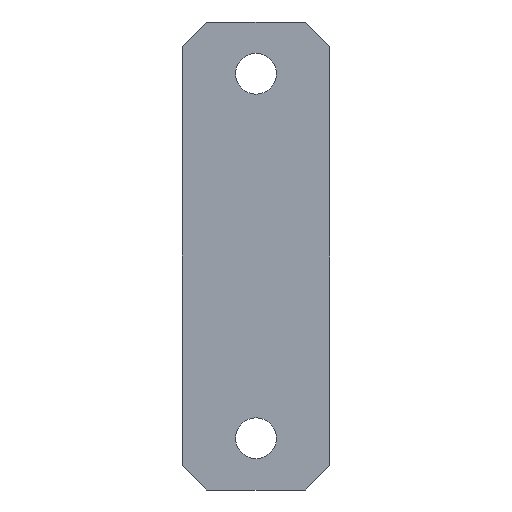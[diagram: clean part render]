
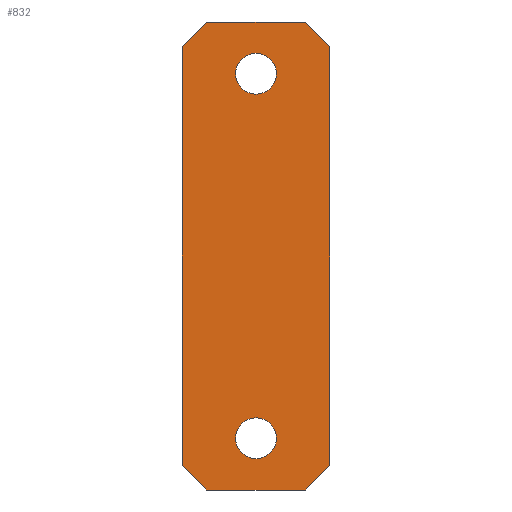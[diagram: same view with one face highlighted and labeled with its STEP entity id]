
A CAD part, front view. The second image highlights one B-rep face of the part: STEP entity #832.
In plain terms, the highlighted planar face has unit normal (0, -1, 0).
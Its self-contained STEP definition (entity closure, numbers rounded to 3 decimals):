
#29=FACE_BOUND('',#121,.T.);
#30=FACE_BOUND('',#122,.T.);
#39=CIRCLE('',#906,4.15);
#40=CIRCLE('',#907,4.15);
#70=FACE_OUTER_BOUND('',#120,.T.);
#120=EDGE_LOOP('',(#619,#620,#621,#622,#623,#624,#625,#626));
#121=EDGE_LOOP('',(#627));
#122=EDGE_LOOP('',(#628));
#174=LINE('',#1218,#270);
#178=LINE('',#1225,#274);
#189=LINE('',#1249,#285);
#193=LINE('',#1256,#289);
#202=LINE('',#1276,#298);
#211=LINE('',#1292,#307);
#215=LINE('',#1300,#311);
#216=LINE('',#1301,#312);
#270=VECTOR('',#975,10.);
#274=VECTOR('',#981,10.);
#285=VECTOR('',#998,10.);
#289=VECTOR('',#1004,10.);
#298=VECTOR('',#1019,10.);
#307=VECTOR('',#1034,10.);
#311=VECTOR('',#1040,10.);
#312=VECTOR('',#1041,10.);
#365=VERTEX_POINT('',#1215);
#366=VERTEX_POINT('',#1217);
#368=VERTEX_POINT('',#1223);
#377=VERTEX_POINT('',#1246);
#378=VERTEX_POINT('',#1248);
#380=VERTEX_POINT('',#1254);
#388=VERTEX_POINT('',#1275);
#395=VERTEX_POINT('',#1299);
#396=VERTEX_POINT('',#1302);
#397=VERTEX_POINT('',#1304);
#440=EDGE_CURVE('',#365,#366,#174,.T.);
#444=EDGE_CURVE('',#368,#365,#178,.T.);
#455=EDGE_CURVE('',#377,#378,#189,.T.);
#459=EDGE_CURVE('',#380,#377,#193,.T.);
#468=EDGE_CURVE('',#366,#388,#202,.T.);
#477=EDGE_CURVE('',#388,#380,#211,.T.);
#481=EDGE_CURVE('',#395,#368,#215,.T.);
#482=EDGE_CURVE('',#378,#395,#216,.T.);
#483=EDGE_CURVE('',#396,#396,#39,.T.);
#484=EDGE_CURVE('',#397,#397,#40,.T.);
#619=ORIENTED_EDGE('',*,*,#468,.F.);
#620=ORIENTED_EDGE('',*,*,#440,.F.);
#621=ORIENTED_EDGE('',*,*,#444,.F.);
#622=ORIENTED_EDGE('',*,*,#481,.F.);
#623=ORIENTED_EDGE('',*,*,#482,.F.);
#624=ORIENTED_EDGE('',*,*,#455,.F.);
#625=ORIENTED_EDGE('',*,*,#459,.F.);
#626=ORIENTED_EDGE('',*,*,#477,.F.);
#627=ORIENTED_EDGE('',*,*,#483,.F.);
#628=ORIENTED_EDGE('',*,*,#484,.F.);
#794=PLANE('',#905);
#832=ADVANCED_FACE('',(#70,#29,#30),#794,.F.);
#905=AXIS2_PLACEMENT_3D('',#1298,#1038,#1039);
#906=AXIS2_PLACEMENT_3D('',#1303,#1042,#1043);
#907=AXIS2_PLACEMENT_3D('',#1305,#1044,#1045);
#975=DIRECTION('',(-1.,0.,0.));
#981=DIRECTION('',(-0.707,0.,-0.707));
#998=DIRECTION('',(1.,0.,0.));
#1004=DIRECTION('',(0.707,0.,0.707));
#1019=DIRECTION('',(-0.707,0.,0.707));
#1034=DIRECTION('',(0.,0.,1.));
#1038=DIRECTION('center_axis',(0.,1.,0.));
#1039=DIRECTION('ref_axis',(0.,0.,1.));
#1040=DIRECTION('',(0.,0.,-1.));
#1041=DIRECTION('',(0.707,0.,-0.707));
#1042=DIRECTION('center_axis',(0.,-1.,0.));
#1043=DIRECTION('ref_axis',(-1.,0.,0.));
#1044=DIRECTION('center_axis',(0.,-1.,0.));
#1045=DIRECTION('ref_axis',(-1.,0.,0.));
#1215=CARTESIAN_POINT('',(10.,20.,268.038));
#1217=CARTESIAN_POINT('',(-10.,20.,268.038));
#1218=CARTESIAN_POINT('',(15.,20.,268.038));
#1223=CARTESIAN_POINT('',(15.,20.,273.038));
#1225=CARTESIAN_POINT('',(20.625,20.,278.663));
#1246=CARTESIAN_POINT('',(-10.,20.,363.038));
#1248=CARTESIAN_POINT('',(10.,20.,363.038));
#1249=CARTESIAN_POINT('',(-15.,20.,363.038));
#1254=CARTESIAN_POINT('',(-15.,20.,358.038));
#1256=CARTESIAN_POINT('',(-20.625,20.,352.413));
#1275=CARTESIAN_POINT('',(-15.,20.,273.038));
#1276=CARTESIAN_POINT('',(-20.625,20.,278.663));
#1292=CARTESIAN_POINT('',(-15.,20.,268.038));
#1298=CARTESIAN_POINT('Origin',(0.,20.,315.538));
#1299=CARTESIAN_POINT('',(15.,20.,358.038));
#1300=CARTESIAN_POINT('',(15.,20.,363.038));
#1301=CARTESIAN_POINT('',(20.625,20.,352.413));
#1302=CARTESIAN_POINT('',(4.15,20.,352.538));
#1303=CARTESIAN_POINT('Origin',(0.,20.,352.538));
#1304=CARTESIAN_POINT('',(4.15,20.,278.538));
#1305=CARTESIAN_POINT('Origin',(0.,20.,278.538));
